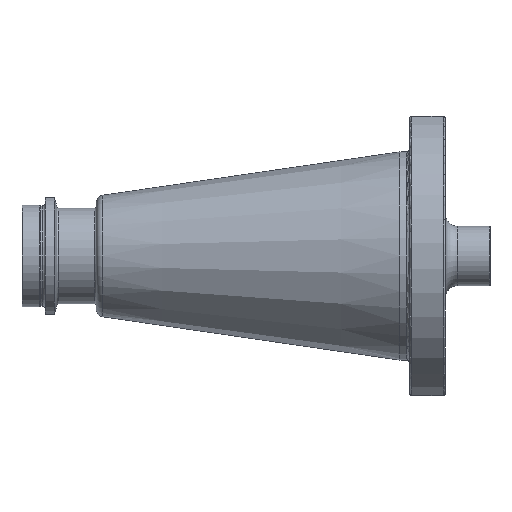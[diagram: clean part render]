
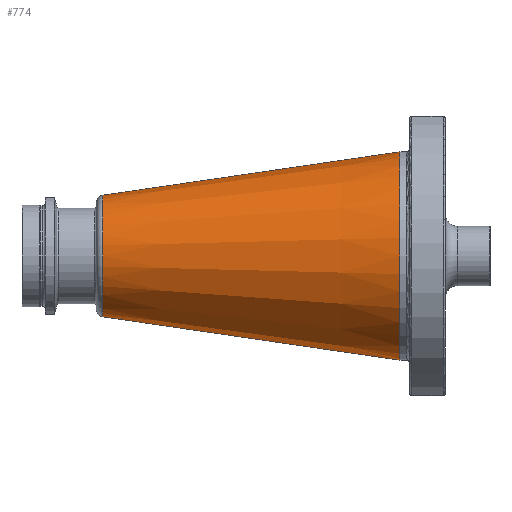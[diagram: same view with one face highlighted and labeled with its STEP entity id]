
A CAD part, front view. The second image highlights one B-rep face of the part: STEP entity #774.
In plain terms, the highlighted conical face has half-angle 8.297 degrees and reference radius 34.925 mm.
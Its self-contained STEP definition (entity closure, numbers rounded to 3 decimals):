
#250 = LINE ( 'NONE', #3904, #3503 ) ;
#380 = VERTEX_POINT ( 'NONE', #425 ) ;
#425 = CARTESIAN_POINT ( 'NONE',  ( 0., 0., -34.925 ) ) ;
#616 = EDGE_CURVE ( 'NONE', #642, #380, #819, .T. ) ;
#621 = CARTESIAN_POINT ( 'NONE',  ( 0., 0., 0. ) ) ;
#636 = DIRECTION ( 'NONE',  ( -1., 0., 0. ) ) ;
#642 = VERTEX_POINT ( 'NONE', #2734 ) ;
#646 = DIRECTION ( 'NONE',  ( 0., 0., 1. ) ) ;
#727 = CARTESIAN_POINT ( 'NONE',  ( -99.761, 0., 0. ) ) ;
#774 = ADVANCED_FACE ( 'NONE', ( #1283 ), #982, .T. ) ;
#819 = LINE ( 'NONE', #2619, #2320 ) ;
#903 = ORIENTED_EDGE ( 'NONE', *, *, #616, .T. ) ;
#982 = CONICAL_SURFACE ( 'NONE', #2917, 34.925, 0.145 ) ;
#1064 = DIRECTION ( 'NONE',  ( 0., 0., 1. ) ) ;
#1135 = CARTESIAN_POINT ( 'NONE',  ( 0., 0., 34.925 ) ) ;
#1273 = CARTESIAN_POINT ( 'NONE',  ( -99.761, 0., 20.377 ) ) ;
#1283 = FACE_OUTER_BOUND ( 'NONE', #3223, .T. ) ;
#1423 = VERTEX_POINT ( 'NONE', #1273 ) ;
#1483 = AXIS2_PLACEMENT_3D ( 'NONE', #727, #2938, #1064 ) ;
#1627 = EDGE_CURVE ( 'NONE', #380, #2701, #2948, .T. ) ;
#1740 = CARTESIAN_POINT ( 'NONE',  ( 0., 0., 0. ) ) ;
#2320 = VECTOR ( 'NONE', #2659, 1000. ) ;
#2483 = AXIS2_PLACEMENT_3D ( 'NONE', #621, #636, #646 ) ;
#2562 = EDGE_CURVE ( 'NONE', #642, #1423, #3710, .T. ) ;
#2592 = EDGE_CURVE ( 'NONE', #1423, #2701, #250, .T. ) ;
#2619 = CARTESIAN_POINT ( 'NONE',  ( 0., 0., -34.925 ) ) ;
#2659 = DIRECTION ( 'NONE',  ( 0.99, 0., -0.144 ) ) ;
#2701 = VERTEX_POINT ( 'NONE', #1135 ) ;
#2734 = CARTESIAN_POINT ( 'NONE',  ( -99.761, 0., -20.377 ) ) ;
#2917 = AXIS2_PLACEMENT_3D ( 'NONE', #1740, #3018, #3406 ) ;
#2938 = DIRECTION ( 'NONE',  ( -1., 0., 0. ) ) ;
#2948 = CIRCLE ( 'NONE', #2483, 34.925 ) ;
#2952 = DIRECTION ( 'NONE',  ( 0.99, 0., 0.144 ) ) ;
#3018 = DIRECTION ( 'NONE',  ( 1., 0., 0. ) ) ;
#3223 = EDGE_LOOP ( 'NONE', ( #3453, #3930, #903, #3375 ) ) ;
#3375 = ORIENTED_EDGE ( 'NONE', *, *, #1627, .T. ) ;
#3406 = DIRECTION ( 'NONE',  ( 0., 0., -1. ) ) ;
#3453 = ORIENTED_EDGE ( 'NONE', *, *, #2592, .F. ) ;
#3503 = VECTOR ( 'NONE', #2952, 1000. ) ;
#3710 = CIRCLE ( 'NONE', #1483, 20.377 ) ;
#3904 = CARTESIAN_POINT ( 'NONE',  ( 0., 0., 34.925 ) ) ;
#3930 = ORIENTED_EDGE ( 'NONE', *, *, #2562, .F. ) ;
